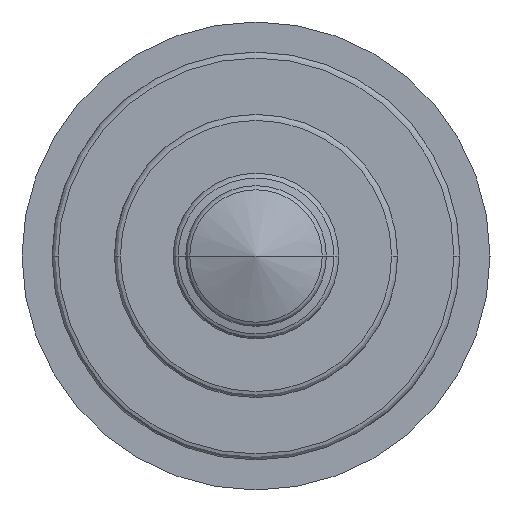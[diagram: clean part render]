
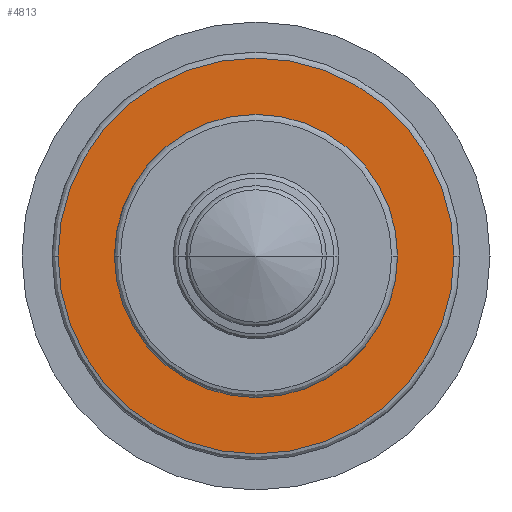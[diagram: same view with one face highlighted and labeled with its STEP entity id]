
A CAD part, front view. The second image highlights one B-rep face of the part: STEP entity #4813.
In plain terms, the highlighted face is planar.
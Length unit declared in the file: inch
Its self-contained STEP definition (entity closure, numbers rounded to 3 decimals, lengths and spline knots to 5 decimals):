
#155 = DIRECTION ( 'NONE',  ( -1., 0., 0. ) ) ;
#156 = DIRECTION ( 'NONE',  ( 0., 0., 1. ) ) ;
#157 = CARTESIAN_POINT ( 'NONE',  ( 0., 0., 0. ) ) ;
#158 = AXIS2_PLACEMENT_3D ( 'NONE', #157, #156, #155 ) ;
#159 = CIRCLE ( 'NONE', #158, 0.118 ) ;
#680 = DIRECTION ( 'NONE',  ( 0., 0., 1. ) ) ;
#681 = AXIS2_PLACEMENT_3D ( 'NONE', #752, #680, #820 ) ;
#682 = CIRCLE ( 'NONE', #681, 0.16493 ) ;
#752 = CARTESIAN_POINT ( 'NONE',  ( 0., 0., 0. ) ) ;
#766 = DIRECTION ( 'NONE',  ( -1., 0., 0. ) ) ;
#767 = DIRECTION ( 'NONE',  ( 0., 0., -1. ) ) ;
#768 = CARTESIAN_POINT ( 'NONE',  ( 0.17, 0., 0. ) ) ;
#769 = AXIS2_PLACEMENT_3D ( 'NONE', #768, #767, #766 ) ;
#771 = PLANE ( 'NONE',  #769 ) ;
#811 = FACE_BOUND ( 'NONE', #4800, .T. ) ;
#812 = FACE_OUTER_BOUND ( 'NONE', #4814, .T. ) ;
#820 = DIRECTION ( 'NONE',  ( -1., 0., 0. ) ) ;
#939 = CARTESIAN_POINT ( 'NONE',  ( 0., 0., 0. ) ) ;
#1005 = DIRECTION ( 'NONE',  ( -1., 0., 0. ) ) ;
#1006 = DIRECTION ( 'NONE',  ( 0., 0., 1. ) ) ;
#1007 = AXIS2_PLACEMENT_3D ( 'NONE', #939, #1006, #1005 ) ;
#1008 = CIRCLE ( 'NONE', #1007, 0.118 ) ;
#4302 = VERTEX_POINT ( 'NONE', #7911 ) ;
#4307 = VERTEX_POINT ( 'NONE', #7902 ) ;
#4479 = EDGE_CURVE ( 'NONE', #4480, #4481, #8427, .T. ) ;
#4480 = VERTEX_POINT ( 'NONE', #8499 ) ;
#4481 = VERTEX_POINT ( 'NONE', #8498 ) ;
#4541 = EDGE_CURVE ( 'NONE', #4307, #4302, #159, .T. ) ;
#4780 = EDGE_CURVE ( 'NONE', #4481, #4480, #682, .T. ) ;
#4800 = EDGE_LOOP ( 'NONE', ( #4820, #4816 ) ) ;
#4813 = ADVANCED_FACE ( 'NONE', ( #812, #811 ), #771, .F. ) ;
#4814 = EDGE_LOOP ( 'NONE', ( #4815, #4818 ) ) ;
#4815 = ORIENTED_EDGE ( 'NONE', *, *, #4780, .T. ) ;
#4816 = ORIENTED_EDGE ( 'NONE', *, *, #4541, .F. ) ;
#4818 = ORIENTED_EDGE ( 'NONE', *, *, #4479, .T. ) ;
#4820 = ORIENTED_EDGE ( 'NONE', *, *, #4821, .F. ) ;
#4821 = EDGE_CURVE ( 'NONE', #4302, #4307, #1008, .T. ) ;
#7902 = CARTESIAN_POINT ( 'NONE',  ( 0.118, 0., 0. ) ) ;
#7911 = CARTESIAN_POINT ( 'NONE',  ( -0.118, 0., 0. ) ) ;
#8426 = CARTESIAN_POINT ( 'NONE',  ( 0., 0., 0. ) ) ;
#8427 = CIRCLE ( 'NONE', #8502, 0.16493 ) ;
#8498 = CARTESIAN_POINT ( 'NONE',  ( -0.16493, 0., 0. ) ) ;
#8499 = CARTESIAN_POINT ( 'NONE',  ( 0.16493, 0., 0. ) ) ;
#8500 = DIRECTION ( 'NONE',  ( -1., 0., 0. ) ) ;
#8501 = DIRECTION ( 'NONE',  ( 0., 0., 1. ) ) ;
#8502 = AXIS2_PLACEMENT_3D ( 'NONE', #8426, #8501, #8500 ) ;
